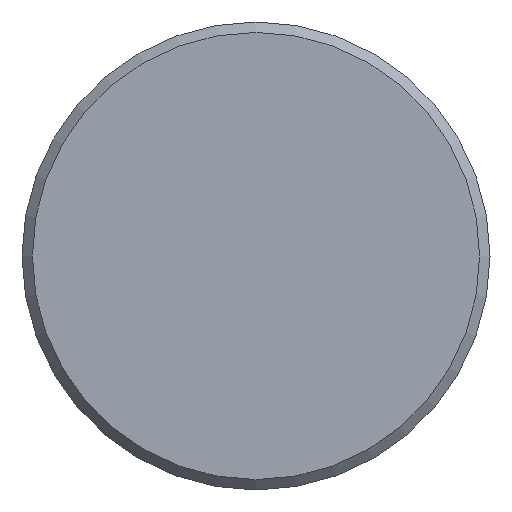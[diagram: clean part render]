
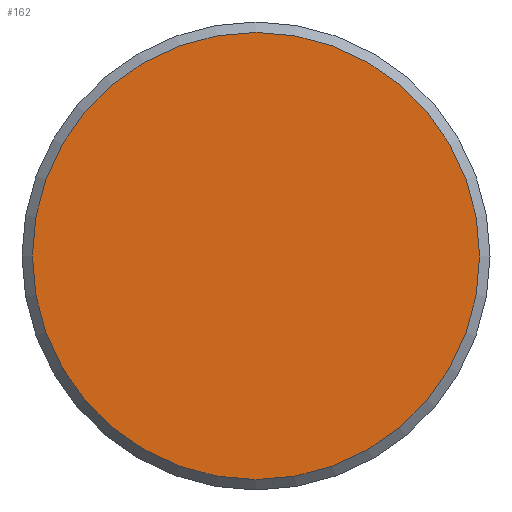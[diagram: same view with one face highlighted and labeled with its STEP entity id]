
A CAD part, left-side view. The second image highlights one B-rep face of the part: STEP entity #162.
In plain terms, the highlighted planar face has unit normal (-1, 0, 0).
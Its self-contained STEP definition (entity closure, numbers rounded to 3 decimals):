
#162=ADVANCED_FACE('',(#232),#233,.F.);
#232=FACE_OUTER_BOUND('',#284,.T.);
#233=PLANE('',#285);
#284=EDGE_LOOP('',(#336));
#285=AXIS2_PLACEMENT_3D('',#337,#338,#339);
#336=ORIENTED_EDGE('',*,*,#392,.T.);
#337=CARTESIAN_POINT('',(0.0,11.25,0.0));
#338=DIRECTION('',(1.0,0.0,0.0));
#339=DIRECTION('',(0.0,0.0,-1.0));
#392=EDGE_CURVE('',#419,#419,#420,.F.);
#419=VERTEX_POINT('',#597);
#420=CIRCLE('',#598,21.5);
#597=CARTESIAN_POINT('',(0.0,0.,-21.5));
#598=AXIS2_PLACEMENT_3D('',#625,#626,#627);
#625=CARTESIAN_POINT('',(0.0,0.0,0.0));
#626=DIRECTION('',(1.0,0.0,0.0));
#627=DIRECTION('',(0.0,0.0,-1.0));
